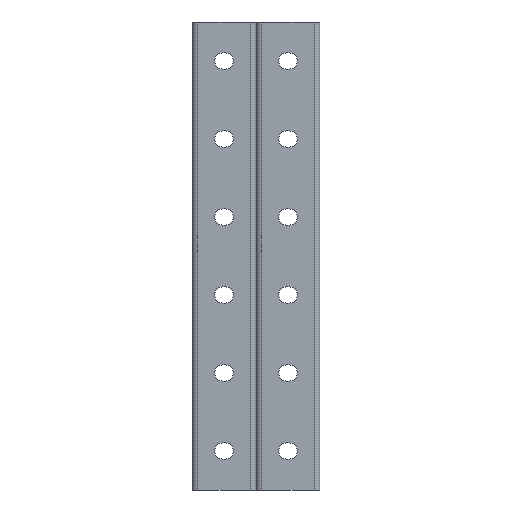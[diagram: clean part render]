
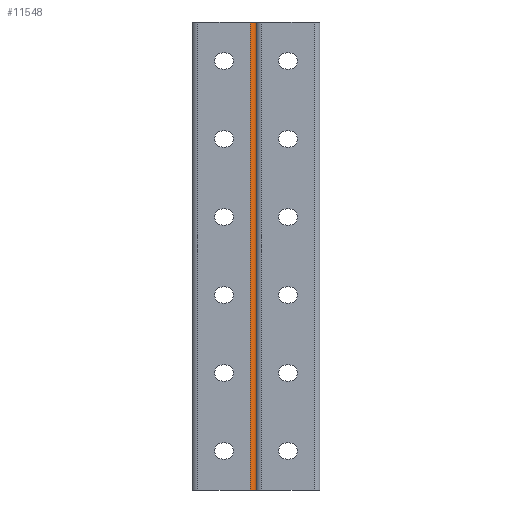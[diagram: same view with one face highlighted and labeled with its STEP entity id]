
A CAD part, left-side view. The second image highlights one B-rep face of the part: STEP entity #11548.
In plain terms, the highlighted cylindrical face has radius 3.75 mm (diameter 7.5 mm), a partial arc.
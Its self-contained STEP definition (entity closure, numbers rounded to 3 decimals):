
#1032 = LINE ( 'NONE', #10370, #7716 ) ;
#2295 = VERTEX_POINT ( 'NONE', #17115 ) ;
#2776 = VERTEX_POINT ( 'NONE', #10299 ) ;
#3229 = DIRECTION ( 'NONE',  ( 0., 0., 1. ) ) ;
#4121 = VECTOR ( 'NONE', #18060, 1000. ) ;
#5865 = EDGE_CURVE ( 'NONE', #2295, #19776, #1032, .T. ) ;
#6043 = CARTESIAN_POINT ( 'NONE',  ( -16.75, 3.75, -300. ) ) ;
#6481 = EDGE_CURVE ( 'NONE', #9009, #2776, #14397, .T. ) ;
#7716 = VECTOR ( 'NONE', #19646, 1000. ) ;
#9009 = VERTEX_POINT ( 'NONE', #14073 ) ;
#9089 = CYLINDRICAL_SURFACE ( 'NONE', #17914, 3.75 ) ;
#9822 = ORIENTED_EDGE ( 'NONE', *, *, #12236, .T. ) ;
#10042 = FACE_OUTER_BOUND ( 'NONE', #18753, .T. ) ;
#10299 = CARTESIAN_POINT ( 'NONE',  ( -16.75, 0., 0. ) ) ;
#10370 = CARTESIAN_POINT ( 'NONE',  ( -20.5, 3.75, -150. ) ) ;
#10855 = DIRECTION ( 'NONE',  ( 1., 0., 0. ) ) ;
#10871 = AXIS2_PLACEMENT_3D ( 'NONE', #11235, #14052, #15578 ) ;
#11235 = CARTESIAN_POINT ( 'NONE',  ( -16.75, 3.75, 0. ) ) ;
#11548 = ADVANCED_FACE ( 'NONE', ( #10042 ), #9089, .T. ) ;
#12236 = EDGE_CURVE ( 'NONE', #2776, #19776, #19847, .T. ) ;
#13208 = ORIENTED_EDGE ( 'NONE', *, *, #5865, .F. ) ;
#13222 = EDGE_CURVE ( 'NONE', #9009, #2295, #19057, .T. ) ;
#13315 = CARTESIAN_POINT ( 'NONE',  ( -16.75, 0., -150. ) ) ;
#14052 = DIRECTION ( 'NONE',  ( 0., 0., -1. ) ) ;
#14073 = CARTESIAN_POINT ( 'NONE',  ( -16.75, 0., -300. ) ) ;
#14397 = LINE ( 'NONE', #13315, #4121 ) ;
#15241 = AXIS2_PLACEMENT_3D ( 'NONE', #6043, #16880, #16680 ) ;
#15578 = DIRECTION ( 'NONE',  ( 1., 0., 0. ) ) ;
#16680 = DIRECTION ( 'NONE',  ( 1., 0., 0. ) ) ;
#16880 = DIRECTION ( 'NONE',  ( 0., 0., -1. ) ) ;
#17115 = CARTESIAN_POINT ( 'NONE',  ( -20.5, 3.75, -300. ) ) ;
#17172 = ORIENTED_EDGE ( 'NONE', *, *, #13222, .F. ) ;
#17914 = AXIS2_PLACEMENT_3D ( 'NONE', #18492, #3229, #10855 ) ;
#18060 = DIRECTION ( 'NONE',  ( 0., 0., 1. ) ) ;
#18492 = CARTESIAN_POINT ( 'NONE',  ( -16.75, 3.75, -150. ) ) ;
#18753 = EDGE_LOOP ( 'NONE', ( #9822, #13208, #17172, #19607 ) ) ;
#18821 = CARTESIAN_POINT ( 'NONE',  ( -20.5, 3.75, 0. ) ) ;
#19057 = CIRCLE ( 'NONE', #15241, 3.75 ) ;
#19607 = ORIENTED_EDGE ( 'NONE', *, *, #6481, .T. ) ;
#19646 = DIRECTION ( 'NONE',  ( 0., 0., 1. ) ) ;
#19776 = VERTEX_POINT ( 'NONE', #18821 ) ;
#19847 = CIRCLE ( 'NONE', #10871, 3.75 ) ;
